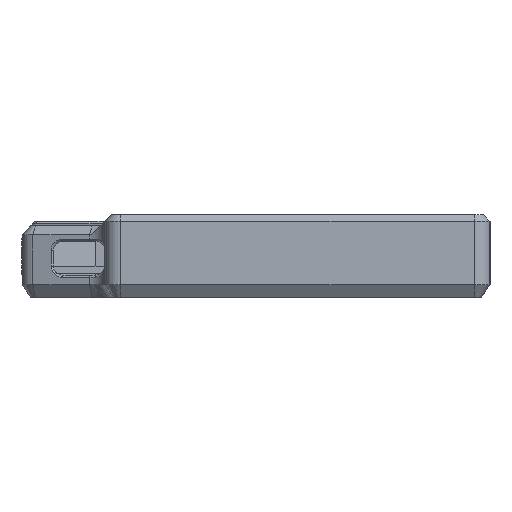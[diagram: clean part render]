
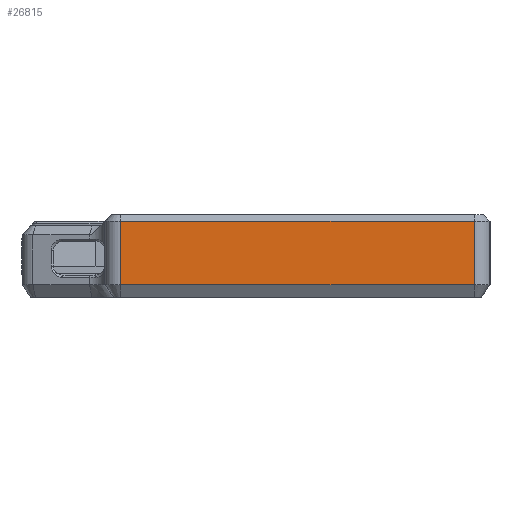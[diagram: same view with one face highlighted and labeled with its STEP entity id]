
A CAD part, left-side view. The second image highlights one B-rep face of the part: STEP entity #26815.
In plain terms, the highlighted planar face has unit normal (-1, 0, 0).
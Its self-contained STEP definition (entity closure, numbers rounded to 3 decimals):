
#2952=FACE_OUTER_BOUND('',#4737,.T.);
#4737=EDGE_LOOP('',(#20862,#20863,#20864,#20865));
#6668=LINE('',#41679,#9383);
#6683=LINE('',#41721,#9398);
#6684=LINE('',#41725,#9399);
#6685=LINE('',#41726,#9400);
#9383=VECTOR('',#32481,10.);
#9398=VECTOR('',#32524,10.);
#9399=VECTOR('',#32529,10.);
#9400=VECTOR('',#32530,10.);
#12260=VERTEX_POINT('',#41669);
#12262=VERTEX_POINT('',#41675);
#12276=VERTEX_POINT('',#41720);
#12277=VERTEX_POINT('',#41724);
#15363=EDGE_CURVE('',#12260,#12262,#6668,.T.);
#15384=EDGE_CURVE('',#12262,#12276,#6683,.T.);
#15386=EDGE_CURVE('',#12277,#12260,#6684,.T.);
#15387=EDGE_CURVE('',#12276,#12277,#6685,.T.);
#20862=ORIENTED_EDGE('',*,*,#15363,.F.);
#20863=ORIENTED_EDGE('',*,*,#15386,.F.);
#20864=ORIENTED_EDGE('',*,*,#15387,.F.);
#20865=ORIENTED_EDGE('',*,*,#15384,.F.);
#25663=PLANE('',#28645);
#26815=ADVANCED_FACE('',(#2952),#25663,.T.);
#28645=AXIS2_PLACEMENT_3D('',#41723,#32527,#32528);
#32481=DIRECTION('',(0.,-1.,0.));
#32524=DIRECTION('',(0.,0.,-1.));
#32527=DIRECTION('center_axis',(-1.,0.,0.));
#32528=DIRECTION('ref_axis',(0.,-1.,0.));
#32529=DIRECTION('',(0.,0.,1.));
#32530=DIRECTION('',(0.,1.,0.));
#41669=CARTESIAN_POINT('',(-14.5,11.,10.));
#41675=CARTESIAN_POINT('',(-14.5,-68.,10.));
#41679=CARTESIAN_POINT('',(-14.5,-2.375,10.));
#41720=CARTESIAN_POINT('',(-14.5,-68.,-4.144));
#41721=CARTESIAN_POINT('',(-14.5,-68.,0.));
#41723=CARTESIAN_POINT('Origin',(-14.5,14.5,0.));
#41724=CARTESIAN_POINT('',(-14.5,11.,-4.144));
#41725=CARTESIAN_POINT('',(-14.5,11.,0.));
#41726=CARTESIAN_POINT('',(-14.5,-2.375,-4.144));
